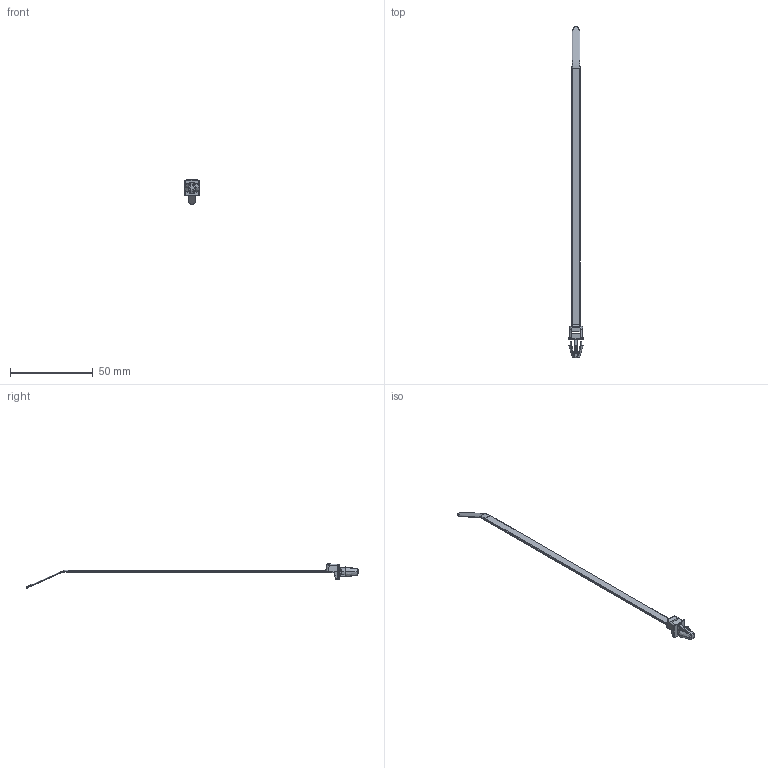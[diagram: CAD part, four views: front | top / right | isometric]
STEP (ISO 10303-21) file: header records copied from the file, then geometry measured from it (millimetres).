
FILE_DESCRIPTION(/* description */ (''),/* implementation_level */ '2;1');
FILE_NAME(/* name */ 'PANDUIT_PLP2S.stp',/* time_stamp */ '2018-03-28T14:28:34-05:00',/* author */ (''),/* organization */ (''),/* preprocessor_version */ 'ST-DEVELOPER v16',/* originating_system */ 'SIEMENS PLM Software NX 10.0',/* authorisation */ '');
FILE_SCHEMA (('AP203_CONFIGURATION_CONTROLLED_3D_DESIGN_OF_MECHANICAL_PARTS_AND_ASSEMBLIES_MIM_LF { 1 0 10303 403 2 1 2}'));
Length unit declared in the file: inch
Products named in the file (1): BWG04DC255Cbd5i
Bounding box: 9.4 x 200.18 x 14.74 mm (x, y, z)
Volume: 1648.5 mm3; surface area: 2832.9 mm2
Topology: 1 solids, 1 shells, 279 faces, 683 edges, 398 vertices
Faces by surface type: plane 92, cylinder 85, bspline 76, torus 10, sphere 8, cone 4, extrusion 4
Entity records: 9591 total; most frequent: CARTESIAN_POINT 3443, ORIENTED_EDGE 1348, DIRECTION 1174, EDGE_CURVE 674, AXIS2_PLACEMENT_3D 431, VERTEX_POINT 398, VECTOR 312, LINE 308
